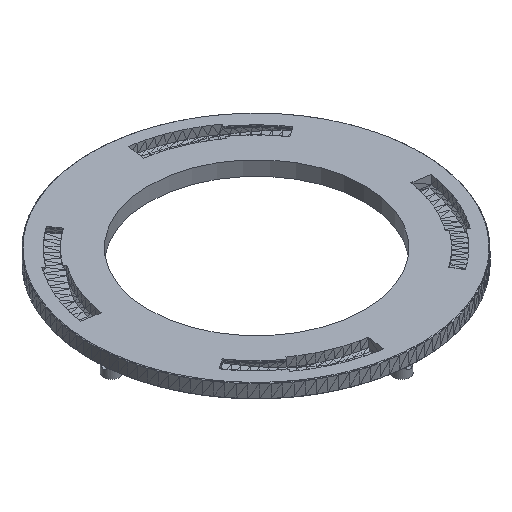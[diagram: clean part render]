
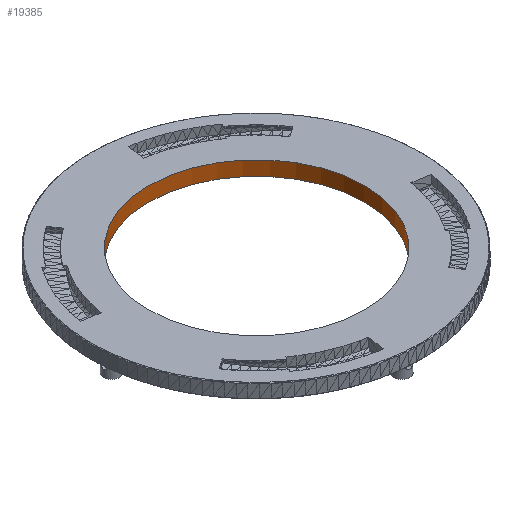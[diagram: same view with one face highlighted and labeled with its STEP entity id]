
A CAD part, isometric view. The second image highlights one B-rep face of the part: STEP entity #19385.
In plain terms, the highlighted cylindrical face has radius 30.1 mm (diameter 60.2 mm), a full revolution.
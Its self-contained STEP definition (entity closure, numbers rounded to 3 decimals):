
#1635=FACE_OUTER_BOUND('',#3232,.T.);
#3232=EDGE_LOOP('',(#13994,#13995,#13996,#13997));
#4849=LINE('',#28493,#7518);
#7518=VECTOR('',#22609,30.1);
#10187=CIRCLE('',#20997,30.1);
#10188=CIRCLE('',#20998,30.1);
#10197=VERTEX_POINT('',#28490);
#10198=VERTEX_POINT('',#28492);
#11303=EDGE_CURVE('',#10197,#10197,#10187,.T.);
#11304=EDGE_CURVE('',#10197,#10198,#4849,.T.);
#11305=EDGE_CURVE('',#10198,#10198,#10188,.T.);
#13994=ORIENTED_EDGE('',*,*,#11303,.F.);
#13995=ORIENTED_EDGE('',*,*,#11304,.T.);
#13996=ORIENTED_EDGE('',*,*,#11305,.F.);
#13997=ORIENTED_EDGE('',*,*,#11304,.F.);
#19376=CYLINDRICAL_SURFACE('',#20996,30.1);
#19385=ADVANCED_FACE('',(#1635),#19376,.F.);
#20996=AXIS2_PLACEMENT_3D('',#28489,#22605,#22606);
#20997=AXIS2_PLACEMENT_3D('',#28491,#22607,#22608);
#20998=AXIS2_PLACEMENT_3D('',#28494,#22610,#22611);
#22605=DIRECTION('center_axis',(0.,0.,1.));
#22606=DIRECTION('ref_axis',(-1.,0.,0.));
#22607=DIRECTION('center_axis',(0.,0.,-1.));
#22608=DIRECTION('ref_axis',(-1.,0.,0.));
#22609=DIRECTION('',(0.,0.,-1.));
#22610=DIRECTION('center_axis',(0.,0.,1.));
#22611=DIRECTION('ref_axis',(-1.,0.,0.));
#28489=CARTESIAN_POINT('Origin',(0.09,46.095,-0.3));
#28490=CARTESIAN_POINT('',(30.19,46.095,3.7));
#28491=CARTESIAN_POINT('Origin',(0.09,46.095,3.7));
#28492=CARTESIAN_POINT('',(30.19,46.095,-0.3));
#28493=CARTESIAN_POINT('',(30.19,46.095,-0.3));
#28494=CARTESIAN_POINT('Origin',(0.09,46.095,-0.3));
